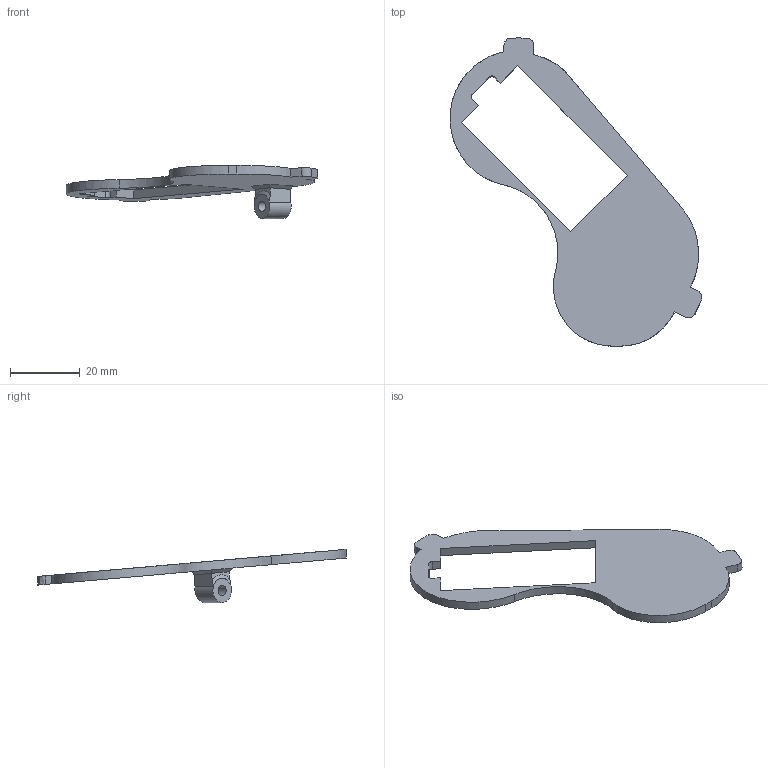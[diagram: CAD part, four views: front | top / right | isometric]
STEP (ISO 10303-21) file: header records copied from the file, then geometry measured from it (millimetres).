
FILE_DESCRIPTION(/* description */ (''),/* implementation_level */ '2;1');
FILE_NAME(/* name */ 'Tapa Eje.step',/* time_stamp */ '2024-04-02T11:33:12-05:00',/* author */ (''),/* organization */ (''),/* preprocessor_version */ 'ST-DEVELOPER v20',/* originating_system */ 'Autodesk Translation Framework v12.20.1.177',/* authorisation */ '');
FILE_SCHEMA (('AUTOMOTIVE_DESIGN { 1 0 10303 214 3 1 1 }'));
Length unit declared in the file: millimetre
Products named in the file (1): Tapa Eje
Bounding box: 72.49 x 88.68 x 15.33 mm (x, y, z)
Volume: 6109 mm3; surface area: 5840.5 mm2
Topology: 1 solids, 1 shells, 43 faces, 118 edges, 78 vertices
Faces by surface type: plane 25, bspline 10, cylinder 8
Entity records: 2123 total; most frequent: CARTESIAN_POINT 1061, ORIENTED_EDGE 236, DIRECTION 167, EDGE_CURVE 118, VERTEX_POINT 78, LINE 71, VECTOR 71, EDGE_LOOP 48
